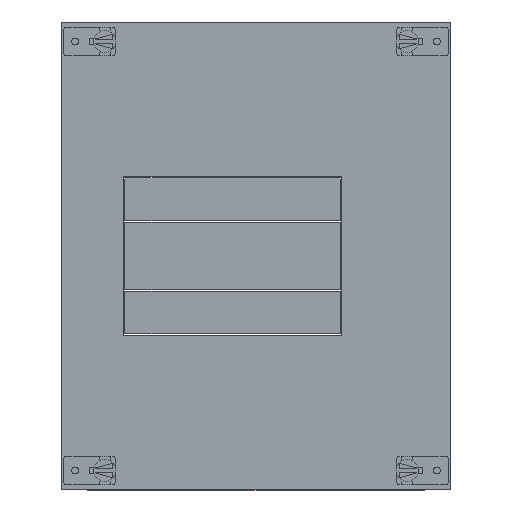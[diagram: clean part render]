
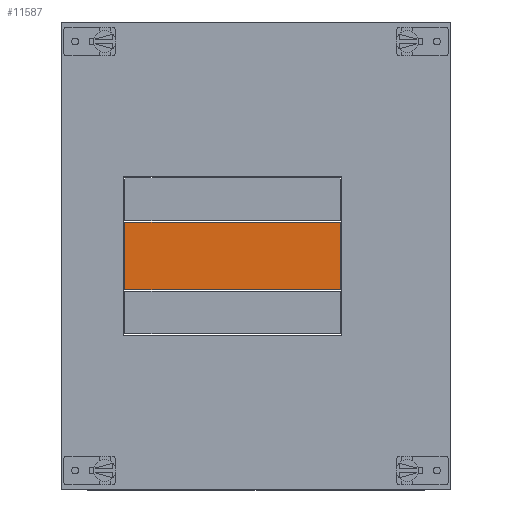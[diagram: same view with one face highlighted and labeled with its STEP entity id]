
A CAD part, top view. The second image highlights one B-rep face of the part: STEP entity #11587.
In plain terms, the highlighted planar face has unit normal (0, 0, 1).
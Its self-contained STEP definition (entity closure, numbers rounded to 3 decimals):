
#11472=DIRECTION('',(1.,0.,0.));
#11473=VECTOR('',#11472,138.);
#11474=CARTESIAN_POINT('',(-54.,46.5,1.));
#11475=LINE('',#11474,#11473);
#11479=DIRECTION('',(0.,1.,0.));
#11480=VECTOR('',#11479,43.);
#11481=CARTESIAN_POINT('',(84.,3.5,1.));
#11482=LINE('',#11481,#11480);
#11486=DIRECTION('',(1.,0.,0.));
#11487=VECTOR('',#11486,138.);
#11488=CARTESIAN_POINT('',(-54.,3.5,1.));
#11489=LINE('',#11488,#11487);
#11493=DIRECTION('',(0.,-1.,0.));
#11494=VECTOR('',#11493,43.);
#11495=CARTESIAN_POINT('',(-54.,46.5,1.));
#11496=LINE('',#11495,#11494);
#11556=CARTESIAN_POINT('',(-54.,46.5,1.));
#11557=CARTESIAN_POINT('',(84.,46.5,1.));
#11558=VERTEX_POINT('',#11556);
#11559=VERTEX_POINT('',#11557);
#11560=CARTESIAN_POINT('',(-54.,3.5,1.));
#11561=CARTESIAN_POINT('',(84.,3.5,1.));
#11562=VERTEX_POINT('',#11560);
#11563=VERTEX_POINT('',#11561);
#11572=CARTESIAN_POINT('',(0.,0.,1.));
#11573=DIRECTION('',(0.,0.,1.));
#11574=DIRECTION('',(1.,0.,0.));
#11575=AXIS2_PLACEMENT_3D('',#11572,#11573,#11574);
#11576=PLANE('',#11575);
#11578=ORIENTED_EDGE('',*,*,#11577,.T.);
#11580=ORIENTED_EDGE('',*,*,#11579,.F.);
#11582=ORIENTED_EDGE('',*,*,#11581,.F.);
#11584=ORIENTED_EDGE('',*,*,#11583,.F.);
#11585=EDGE_LOOP('',(#11578,#11580,#11582,#11584));
#11586=FACE_OUTER_BOUND('',#11585,.F.);
#11577=EDGE_CURVE('',#11558,#11559,#11475,.T.);
#11579=EDGE_CURVE('',#11563,#11559,#11482,.T.);
#11581=EDGE_CURVE('',#11562,#11563,#11489,.T.);
#11583=EDGE_CURVE('',#11558,#11562,#11496,.T.);
#11587=ADVANCED_FACE('',(#11586),#11576,.T.);
